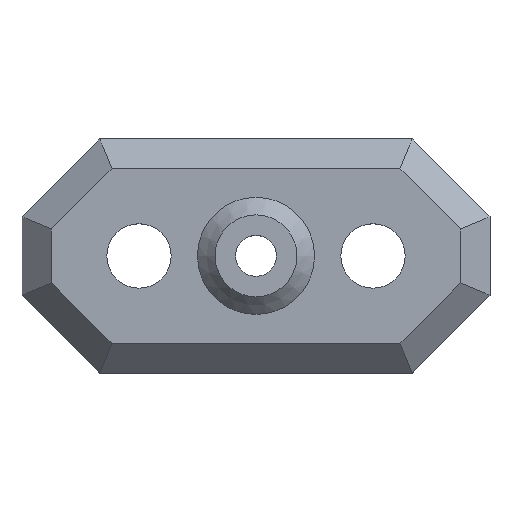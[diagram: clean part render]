
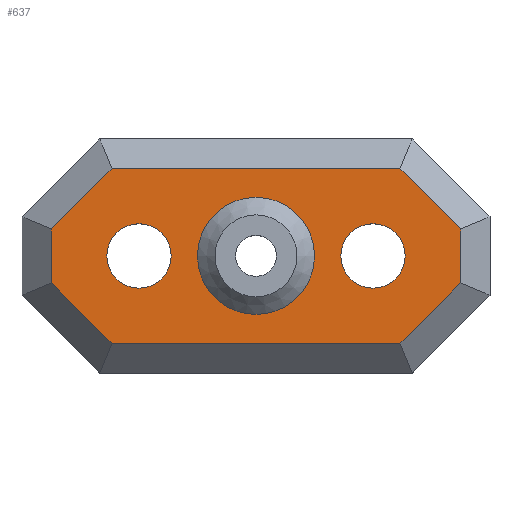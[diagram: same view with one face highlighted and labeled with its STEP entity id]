
A CAD part, top view. The second image highlights one B-rep face of the part: STEP entity #637.
In plain terms, the highlighted planar face has unit normal (0, 0, 1).
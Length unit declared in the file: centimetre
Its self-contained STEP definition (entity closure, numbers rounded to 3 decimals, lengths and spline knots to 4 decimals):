
#141=VECTOR('',#938,1.);
#142=VECTOR('',#939,1.);
#143=VECTOR('',#940,1.);
#144=VECTOR('',#941,1.);
#145=VECTOR('',#942,1.);
#146=VECTOR('',#943,1.);
#147=VECTOR('',#944,1.);
#148=VECTOR('',#945,1.);
#197=LINE('',#801,#141);
#198=LINE('',#804,#142);
#199=LINE('',#806,#143);
#200=LINE('',#808,#144);
#201=LINE('',#810,#145);
#202=LINE('',#812,#146);
#203=LINE('',#814,#147);
#204=LINE('',#816,#148);
#233=PLANE('',#685);
#261=VERTEX_POINT('',#735);
#263=VERTEX_POINT('',#741);
#278=VERTEX_POINT('',#796);
#280=VERTEX_POINT('',#802);
#281=VERTEX_POINT('',#803);
#282=VERTEX_POINT('',#805);
#283=VERTEX_POINT('',#807);
#284=VERTEX_POINT('',#809);
#285=VERTEX_POINT('',#811);
#286=VERTEX_POINT('',#813);
#287=VERTEX_POINT('',#815);
#298=CIRCLE('',#663,0.275);
#300=CIRCLE('',#667,0.275);
#302=CIRCLE('',#682,0.5);
#319=EDGE_CURVE('',#261,#261,#298,.T.);
#321=EDGE_CURVE('',#263,#263,#300,.T.);
#348=EDGE_CURVE('',#278,#278,#302,.T.);
#350=EDGE_CURVE('',#280,#281,#197,.T.);
#351=EDGE_CURVE('',#282,#280,#198,.T.);
#352=EDGE_CURVE('',#283,#282,#199,.T.);
#353=EDGE_CURVE('',#284,#283,#200,.T.);
#354=EDGE_CURVE('',#285,#284,#201,.T.);
#355=EDGE_CURVE('',#286,#285,#202,.T.);
#356=EDGE_CURVE('',#287,#286,#203,.T.);
#357=EDGE_CURVE('',#281,#287,#204,.T.);
#449=ORIENTED_EDGE('',*,*,#350,.F.);
#450=ORIENTED_EDGE('',*,*,#351,.F.);
#451=ORIENTED_EDGE('',*,*,#352,.F.);
#452=ORIENTED_EDGE('',*,*,#353,.F.);
#453=ORIENTED_EDGE('',*,*,#354,.F.);
#454=ORIENTED_EDGE('',*,*,#355,.F.);
#455=ORIENTED_EDGE('',*,*,#356,.F.);
#456=ORIENTED_EDGE('',*,*,#357,.F.);
#457=ORIENTED_EDGE('',*,*,#319,.F.);
#458=ORIENTED_EDGE('',*,*,#321,.F.);
#459=ORIENTED_EDGE('',*,*,#348,.F.);
#544=EDGE_LOOP('',(#449,#450,#451,#452,#453,#454,#455,#456));
#545=EDGE_LOOP('',(#457));
#546=EDGE_LOOP('',(#458));
#547=EDGE_LOOP('',(#459));
#596=FACE_BOUND('',#544,.T.);
#597=FACE_BOUND('',#545,.T.);
#598=FACE_BOUND('',#546,.T.);
#599=FACE_BOUND('',#547,.T.);
#637=ADVANCED_FACE('',(#596,#597,#598,#599),#233,.T.);
#663=AXIS2_PLACEMENT_3D('',#734,#880,#881);
#667=AXIS2_PLACEMENT_3D('',#740,#888,#889);
#682=AXIS2_PLACEMENT_3D('',#795,#931,#932);
#685=AXIS2_PLACEMENT_3D('',#800,#937,$);
#734=CARTESIAN_POINT('',(1.,0.,0.5));
#735=CARTESIAN_POINT('',(1.275,0.,0.5));
#740=CARTESIAN_POINT('',(-1.,0.,0.5));
#741=CARTESIAN_POINT('',(-0.725,0.,0.5));
#795=CARTESIAN_POINT('',(0.,0.,0.5));
#796=CARTESIAN_POINT('',(0.5,0.,0.5));
#800=CARTESIAN_POINT('',(0.,0.,0.5));
#801=CARTESIAN_POINT('',(-1.75,0.,0.5));
#802=CARTESIAN_POINT('',(-1.75,-0.2304,0.5));
#803=CARTESIAN_POINT('',(-1.75,0.2304,0.5));
#804=CARTESIAN_POINT('',(-1.2402,-0.7402,0.5));
#805=CARTESIAN_POINT('',(-1.2304,-0.75,0.5));
#806=CARTESIAN_POINT('',(0.,-0.75,0.5));
#807=CARTESIAN_POINT('',(1.2304,-0.75,0.5));
#808=CARTESIAN_POINT('',(1.2402,-0.7402,0.5));
#809=CARTESIAN_POINT('',(1.75,-0.2304,0.5));
#810=CARTESIAN_POINT('',(1.75,0.,0.5));
#811=CARTESIAN_POINT('',(1.75,0.2304,0.5));
#812=CARTESIAN_POINT('',(1.2402,0.7402,0.5));
#813=CARTESIAN_POINT('',(1.2304,0.75,0.5));
#814=CARTESIAN_POINT('',(0.,0.75,0.5));
#815=CARTESIAN_POINT('',(-1.2304,0.75,0.5));
#816=CARTESIAN_POINT('',(-1.2402,0.7402,0.5));
#880=DIRECTION('',(0.,0.,1.));
#881=DIRECTION('',(0.275,0.,0.));
#888=DIRECTION('',(0.,0.,1.));
#889=DIRECTION('',(0.275,0.,0.));
#931=DIRECTION('',(0.,0.,1.));
#932=DIRECTION('',(-0.5,0.,0.));
#937=DIRECTION('',(0.,0.,1.));
#938=DIRECTION('',(0.,1.,0.));
#939=DIRECTION('',(-0.707,0.707,0.));
#940=DIRECTION('',(-1.,0.,0.));
#941=DIRECTION('',(-0.707,-0.707,0.));
#942=DIRECTION('',(0.,-1.,0.));
#943=DIRECTION('',(0.707,-0.707,0.));
#944=DIRECTION('',(1.,0.,0.));
#945=DIRECTION('',(0.707,0.707,0.));
